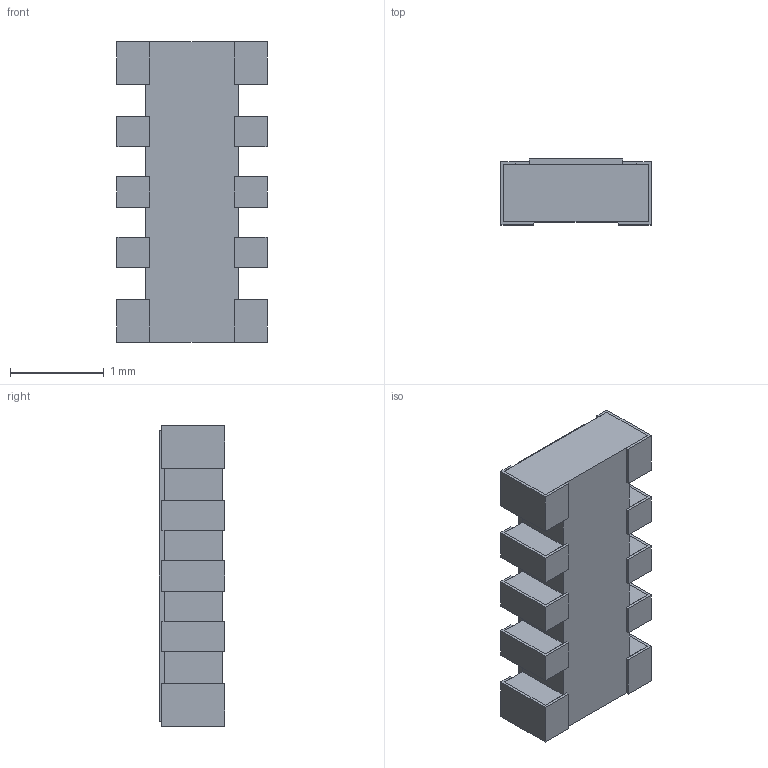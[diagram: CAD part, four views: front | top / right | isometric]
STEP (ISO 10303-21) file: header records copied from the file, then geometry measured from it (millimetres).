
FILE_DESCRIPTION (( 'STEP AP214' ), '1' );
FILE_NAME ('YC158TJR-074K7L.STEP', '2022-08-29T20:27:23', ( '' ), ( '' ), 'SwSTEP 2.0', 'SolidWorks 2017', '' );
FILE_SCHEMA (( 'AUTOMOTIVE_DESIGN' ));
Length unit declared in the file: millimetre
Products named in the file (1): YC158TJR-074K7L
Bounding box: 1.6 x 0.7 x 3.2 mm (x, y, z)
Volume: 2.9 mm3; surface area: 33.9 mm2
Topology: 12 solids, 12 shells, 224 faces, 600 edges, 400 vertices
Faces by surface type: plane 224
Entity records: 6977 total; most frequent: CARTESIAN_POINT 1225, ORIENTED_EDGE 1200, DIRECTION 1050, EDGE_CURVE 600, LINE 600, VECTOR 600, VERTEX_POINT 400, AXIS2_PLACEMENT_3D 225
